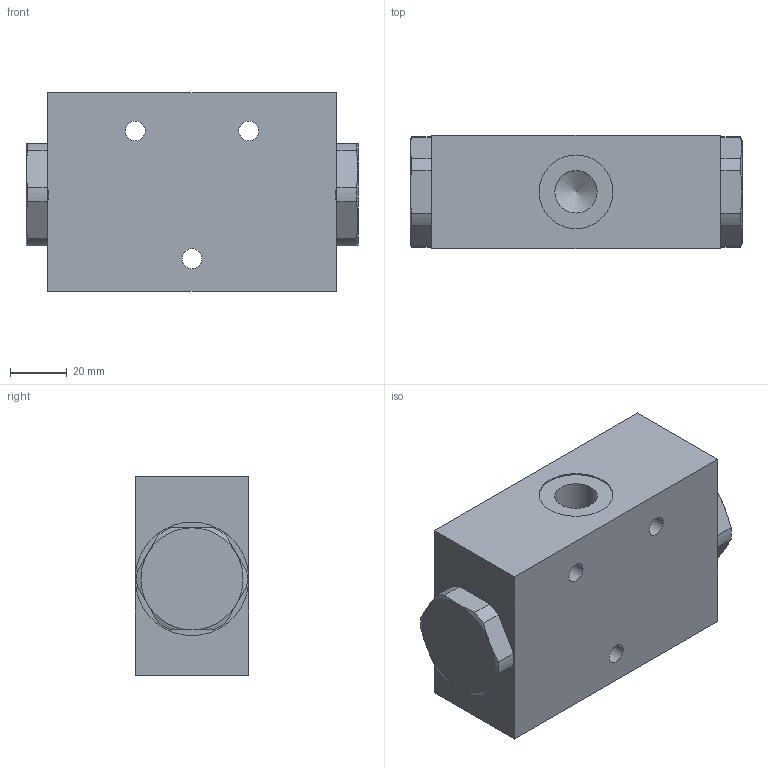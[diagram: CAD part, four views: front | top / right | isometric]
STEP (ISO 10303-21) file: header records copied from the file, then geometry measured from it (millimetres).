
FILE_DESCRIPTION(/* description */ (''),/* implementation_level */ '2;1');
FILE_NAME(/* name */ '03EQB2200000.stp',/* time_stamp */ '2018-10-30T17:29:45+01:00',/* author */ ('BordignonD'),/* organization */ (''),/* preprocessor_version */ 'ST-DEVELOPER v15.6',/* originating_system */ 'Autodesk Inventor 2015',/* authorisation */ '');
FILE_SCHEMA (('AUTOMOTIVE_DESIGN { 1 0 10303 214 3 1 1 }'));
Length unit declared in the file: millimetre
Products named in the file (4): 0410B0796000; 0404B0164000; 101780028300; 03EQB2200000
Assembly tree (5 placements, depth 2):
  03EQB2200000
    0410B0796000
    0404B0164000  x2
    101780028300  x2
Bounding box: 117 x 40 x 70 mm (x, y, z)
Volume: 273254.7 mm3; surface area: 46681.3 mm2
Topology: 5 solids, 5 shells, 127 faces, 279 edges, 173 vertices
Faces by surface type: plane 41, cylinder 39, cone 35, torus 12
Full cylindrical faces by diameter (mm): 7 x3, 14.95 x3, 21 x2, 26 x5, 26.376 x2, 28 x2, 28.3 x2, 29 x2, 33.3 x2
Entity records: 2130 total; most frequent: CARTESIAN_POINT 382, DIRECTION 376, ORIENTED_EDGE 288, AXIS2_PLACEMENT_3D 169, EDGE_CURVE 140, EDGE_LOOP 129, VERTEX_POINT 103, FACE_OUTER_BOUND 82
